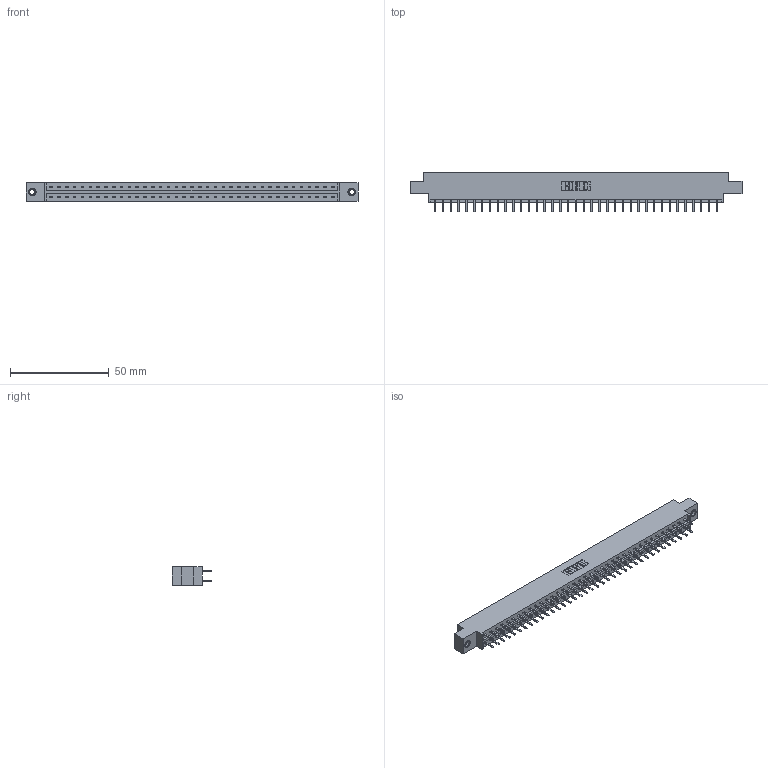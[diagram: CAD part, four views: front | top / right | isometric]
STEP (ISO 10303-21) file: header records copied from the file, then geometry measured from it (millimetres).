
FILE_DESCRIPTION (( 'STEP AP203' ), '1' );
FILE_NAME ('333-074-520-807.STEP', '2018-08-04T21:33:29', ( '' ), ( '' ), 'SwSTEP 2.0', 'SolidWorks 2016', '' );
FILE_SCHEMA (( 'CONFIG_CONTROL_DESIGN' ));
Length unit declared in the file: inch
Products named in the file (4): 333 Part_Offset - .156 Dia - TI; 345-292-001_345-293-120; 345-250-001_345-250-005-103; 333-074-520-807
Assembly tree (77 placements, depth 2):
  333-074-520-807
    333 Part_Offset - .156 Dia - TI
    345-292-001_345-293-120  x74
    345-250-001_345-250-005-103  x2
Bounding box: 168.15 x 20.02 x 9.4 mm (x, y, z)
Volume: 16846.3 mm3; surface area: 20031.6 mm2
Topology: 77 solids, 77 shells, 4322 faces, 12521 edges, 8142 vertices
Faces by surface type: plane 2918, cylinder 1388, cone 12, torus 4
Entity records: 25882 total; most frequent: CARTESIAN_POINT 4293, ORIENTED_EDGE 4210, DIRECTION 3695, EDGE_CURVE 2105, VECTOR 1953, LINE 1953, VERTEX_POINT 1396, AXIS2_PLACEMENT_3D 871
